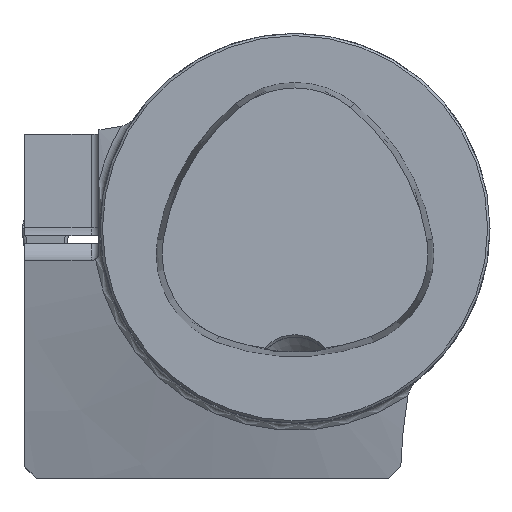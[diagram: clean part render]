
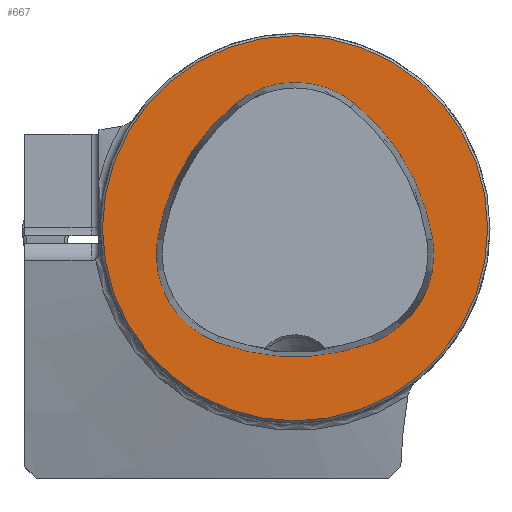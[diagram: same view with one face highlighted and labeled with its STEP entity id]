
A CAD part, top view. The second image highlights one B-rep face of the part: STEP entity #667.
In plain terms, the highlighted planar face has unit normal (0, 0, 1).
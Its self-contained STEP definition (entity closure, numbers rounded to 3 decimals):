
#111=FACE_BOUND('',#914,.T.);
#112=FACE_BOUND('',#915,.T.);
#177=PLANE('',#2385);
#667=ADVANCED_FACE('CU_FL_N1_SU_1',(#111,#112),#177,.T.);
#914=EDGE_LOOP('',(#1271,#1272,#1273,#1274,#1275,#1276));
#915=EDGE_LOOP('',(#1277));
#1022=CIRCLE('',#2376,28.075);
#1024=CIRCLE('',#2379,28.075);
#1025=CIRCLE('',#2380,12.075);
#1026=CIRCLE('',#2381,28.075);
#1027=CIRCLE('',#2382,12.075);
#1028=CIRCLE('',#2383,12.075);
#1029=CIRCLE('',#2384,24.7);
#1271=ORIENTED_EDGE('',*,*,#2065,.F.);
#1272=ORIENTED_EDGE('',*,*,#2066,.F.);
#1273=ORIENTED_EDGE('',*,*,#2067,.F.);
#1274=ORIENTED_EDGE('',*,*,#2068,.F.);
#1275=ORIENTED_EDGE('',*,*,#2062,.F.);
#1276=ORIENTED_EDGE('',*,*,#2069,.F.);
#1277=ORIENTED_EDGE('',*,*,#2070,.T.);
#1821=VERTEX_POINT('',#3789);
#1822=VERTEX_POINT('',#3791);
#1824=VERTEX_POINT('',#3797);
#1825=VERTEX_POINT('',#3798);
#1826=VERTEX_POINT('',#3800);
#1827=VERTEX_POINT('',#3802);
#1828=VERTEX_POINT('',#3806);
#2062=EDGE_CURVE('',#1821,#1822,#1022,.T.);
#2065=EDGE_CURVE('',#1824,#1825,#1024,.T.);
#2066=EDGE_CURVE('',#1826,#1824,#1025,.T.);
#2067=EDGE_CURVE('',#1827,#1826,#1026,.T.);
#2068=EDGE_CURVE('',#1822,#1827,#1027,.T.);
#2069=EDGE_CURVE('',#1825,#1821,#1028,.T.);
#2070=EDGE_CURVE('',#1828,#1828,#1029,.T.);
#2376=AXIS2_PLACEMENT_3D('',#3790,#2724,#2725);
#2379=AXIS2_PLACEMENT_3D('',#3796,#2731,#2732);
#2380=AXIS2_PLACEMENT_3D('',#3799,#2733,#2734);
#2381=AXIS2_PLACEMENT_3D('',#3801,#2735,#2736);
#2382=AXIS2_PLACEMENT_3D('',#3803,#2737,#2738);
#2383=AXIS2_PLACEMENT_3D('',#3804,#2739,#2740);
#2384=AXIS2_PLACEMENT_3D('',#3805,#2741,#2742);
#2385=AXIS2_PLACEMENT_3D('',#3807,#2743,#2744);
#2724=DIRECTION('',(0.,0.,1.));
#2725=DIRECTION('',(1.,0.,0.));
#2731=DIRECTION('',(0.,0.,1.));
#2732=DIRECTION('',(1.,0.,0.));
#2733=DIRECTION('',(0.,0.,1.));
#2734=DIRECTION('',(1.,0.,0.));
#2735=DIRECTION('',(0.,0.,1.));
#2736=DIRECTION('',(1.,0.,0.));
#2737=DIRECTION('',(0.,0.,1.));
#2738=DIRECTION('',(1.,0.,0.));
#2739=DIRECTION('',(0.,0.,1.));
#2740=DIRECTION('',(1.,0.,0.));
#2741=DIRECTION('',(0.,0.,1.));
#2742=DIRECTION('',(1.,0.,0.));
#2743=DIRECTION('',(0.,0.,1.));
#2744=DIRECTION('',(1.,0.,0.));
#3789=CARTESIAN_POINT('',(-10.05,-14.595,0.));
#3790=CARTESIAN_POINT('',(0.,11.62,0.));
#3791=CARTESIAN_POINT('',(10.05,-14.595,0.));
#3796=CARTESIAN_POINT('',(10.078,-5.807,0.));
#3797=CARTESIAN_POINT('',(-7.606,15.999,0.));
#3798=CARTESIAN_POINT('',(-17.656,-1.443,0.));
#3799=CARTESIAN_POINT('',(0.,6.62,0.));
#3800=CARTESIAN_POINT('',(7.606,15.999,0.));
#3801=CARTESIAN_POINT('',(-10.078,-5.807,0.));
#3802=CARTESIAN_POINT('',(17.656,-1.443,0.));
#3803=CARTESIAN_POINT('',(5.727,-3.32,0.));
#3804=CARTESIAN_POINT('',(-5.727,-3.32,0.));
#3805=CARTESIAN_POINT('',(0.,0.,0.));
#3806=CARTESIAN_POINT('',(24.7,0.,0.));
#3807=CARTESIAN_POINT('',(0.,0.,0.));
